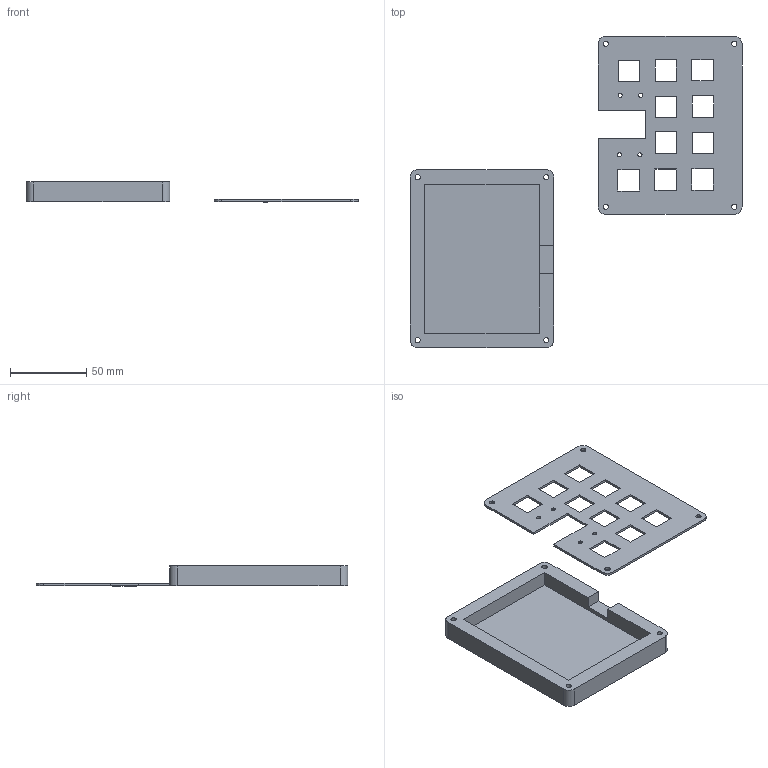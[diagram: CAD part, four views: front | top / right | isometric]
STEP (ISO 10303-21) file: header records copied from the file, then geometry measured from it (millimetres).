
FILE_DESCRIPTION(/* description */ (''),/* implementation_level */ '2;1');
FILE_NAME(/* name */ 'Hackpad.step',/* time_stamp */ '2026-01-24T18:37:41+05:30',/* author */ (''),/* organization */ (''),/* preprocessor_version */ 'ST-DEVELOPER v20.1',/* originating_system */ 'Autodesk Translation Framework v14.21.0.0',/* authorisation */ '');
FILE_SCHEMA (('AUTOMOTIVE_DESIGN { 1 0 10303 214 3 1 1 }'));
Length unit declared in the file: millimetre
Products named in the file (4): 2026-01-19-10-52-23-985; 2026-01-19-11-02-18-562; 2026-01-19-11-03-22-617; 2026-01-22-19-40-51-203
Assembly tree (2 placements, depth 2):
  2026-01-19-10-52-23-985
    2026-01-19-11-02-18-562
    2026-01-22-19-40-51-203
  2026-01-19-11-03-22-617
Bounding box: 217.68 x 204.23 x 13.2 mm (x, y, z)
Volume: 79893.7 mm3; surface area: 49802.3 mm2
Topology: 2 solids, 2 shells, 385 faces, 1074 edges, 716 vertices
Faces by surface type: bspline 190, plane 171, cylinder 24
Full cylindrical faces by diameter (mm): 2.727 x4, 3.4 x8, 6 x4
Entity records: 14236 total; most frequent: CARTESIAN_POINT 5412, ORIENTED_EDGE 2148, DIRECTION 1146, EDGE_CURVE 1074, VERTEX_POINT 716, LINE 646, VECTOR 646, EDGE_LOOP 452
